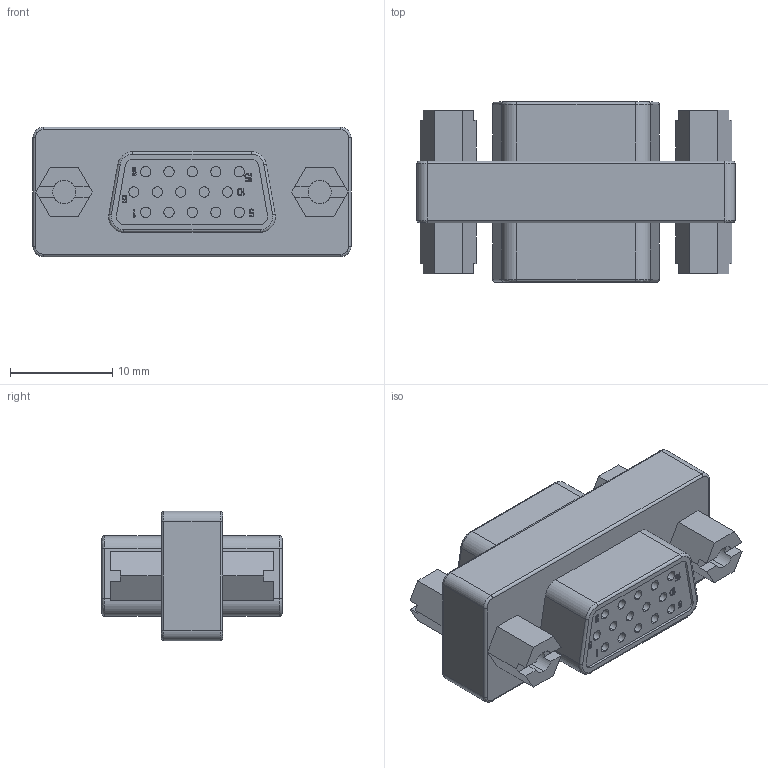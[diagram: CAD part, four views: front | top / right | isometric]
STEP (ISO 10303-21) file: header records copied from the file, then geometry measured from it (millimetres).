
FILE_DESCRIPTION (( 'STEP AP214' ), '1' );
FILE_NAME ('PHOX-CON-E.STEP', '2024-07-01T22:39:21', ( '' ), ( '' ), 'SwSTEP 2.0', 'SolidWorks 2021', '' );
FILE_SCHEMA (( 'AUTOMOTIVE_DESIGN' ));
Length unit declared in the file: inch
Products named in the file (1): PHOX-CON-E
Bounding box: 31.11 x 17.6 x 12.65 mm (x, y, z)
Volume: 3870.1 mm3; surface area: 2806.7 mm2
Topology: 1 solids, 1 shells, 696 faces, 1870 edges, 1236 vertices
Faces by surface type: plane 576, cylinder 104, bspline 16
Entity records: 21737 total; most frequent: CARTESIAN_POINT 4127, ORIENTED_EDGE 3740, DIRECTION 3440, EDGE_CURVE 1870, LINE 1630, VECTOR 1630, VERTEX_POINT 1236, AXIS2_PLACEMENT_3D 905
